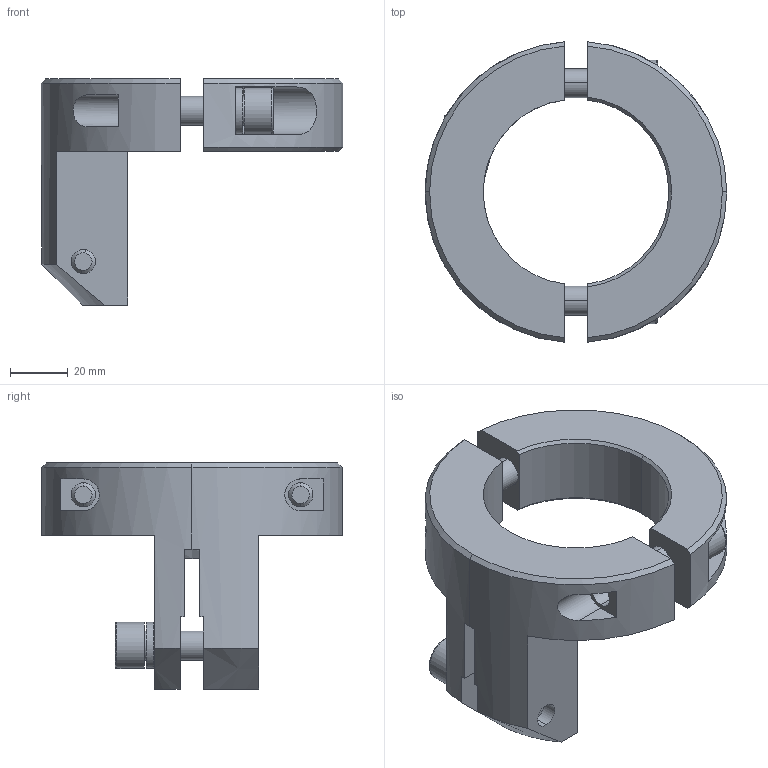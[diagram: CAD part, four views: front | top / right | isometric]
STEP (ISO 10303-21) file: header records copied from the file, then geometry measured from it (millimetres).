
FILE_DESCRIPTION(('no description'),'unknown implementation level');
FILE_NAME('25DEDB5B-3C6B-4898-BB6C-3EEA697AC540_export.stp',' ',('CIMSOURCE GmbH'),('CADClick - KiM GmbH - www.kimweb.de'),'unknown preprocess','ACIS','unknown authorization');
FILE_SCHEMA(('automotive_design'));
Length unit declared in the file: millimetre
Products named in the file (8): 663.161 Kaiser AR 68S|663.905 Kaiser Ringsegment links_Standard;NONE; 663.161 Kaiser AR 68S|690.106 Kaiser ETL M10 X 35A_Standard;NONE; 663.161 Kaiser AR 68S|693.131 Kaiser ETL �10,2_16L_Standard;NONE; 663.161 Kaiser AR 68S|663.910 Kaiser Ringsegment rechts_Standard;NONE
Bounding box: 104 x 103.69 x 78 mm (x, y, z)
Volume: 149748.3 mm3; surface area: 42238.1 mm2
Topology: 8 solids, 8 shells, 152 faces, 361 edges, 235 vertices
Faces by surface type: plane 73, cylinder 55, cone 18, torus 6
Entity records: 9025 total; most frequent: CARTESIAN_POINT 1041, DIRECTION 797, STYLED_ITEM 756, PRESENTATION_STYLE_ASSIGNMENT 756, COLOUR_RGB 756, ORIENTED_EDGE 722, EDGE_CURVE 361, CURVE_STYLE 361
